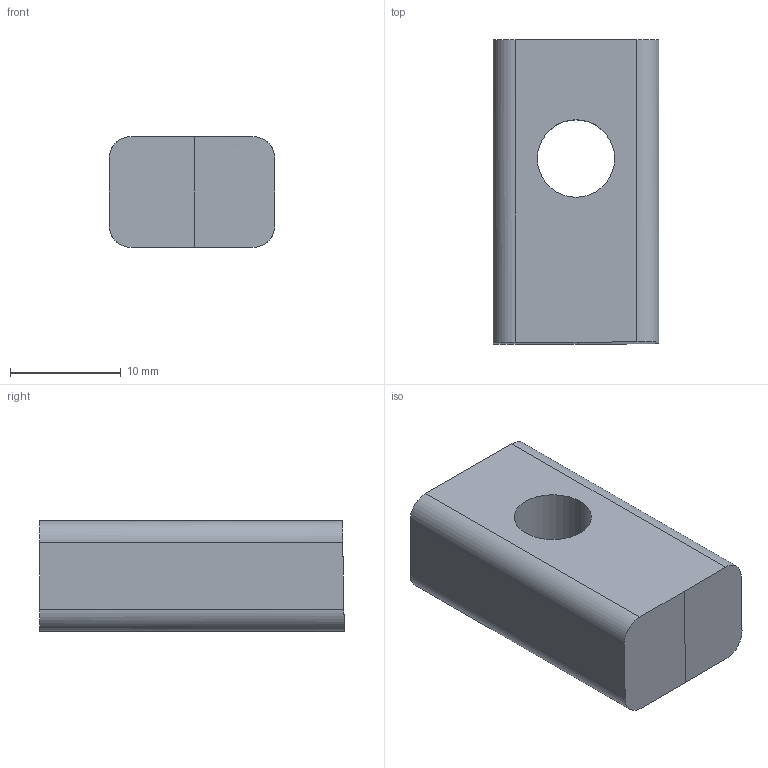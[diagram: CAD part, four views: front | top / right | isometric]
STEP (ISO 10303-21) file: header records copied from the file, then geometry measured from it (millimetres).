
FILE_DESCRIPTION(('CATIA V5 STEP Exchange'),'2;1');
FILE_NAME('Bouton.stp','2022-09-14T12:53:27+00:00',('none'),('none'),'CATIA Version 5 Release 20 GA (IN-10)','CATIA V5 STEP AP203','none');
FILE_SCHEMA(('CONFIG_CONTROL_DESIGN'));
Length unit declared in the file: millimetre
Products named in the file (1): Bouton
Bounding box: 15 x 27.54 x 10 mm (x, y, z)
Volume: 3636.2 mm3; surface area: 1713.2 mm2
Topology: 1 solids, 1 shells, 13 faces, 33 edges, 22 vertices
Faces by surface type: cylinder 6, plane 5, bspline 2
Entity records: 473 total; most frequent: CARTESIAN_POINT 141, ORIENTED_EDGE 66, DIRECTION 42, EDGE_CURVE 33, VERTEX_POINT 22, AXIS2_PLACEMENT_3D 19, EDGE_LOOP 15, VECTOR 14
